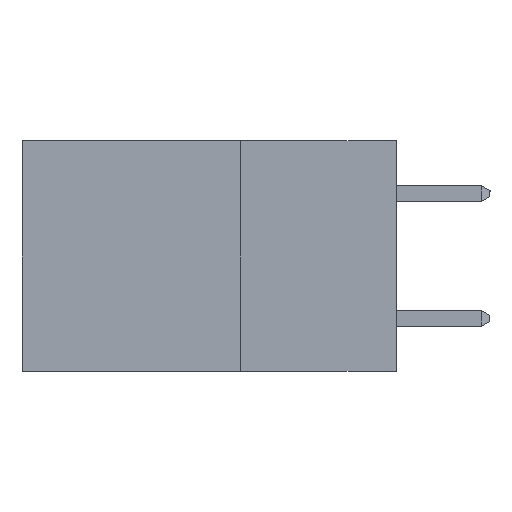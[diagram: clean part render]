
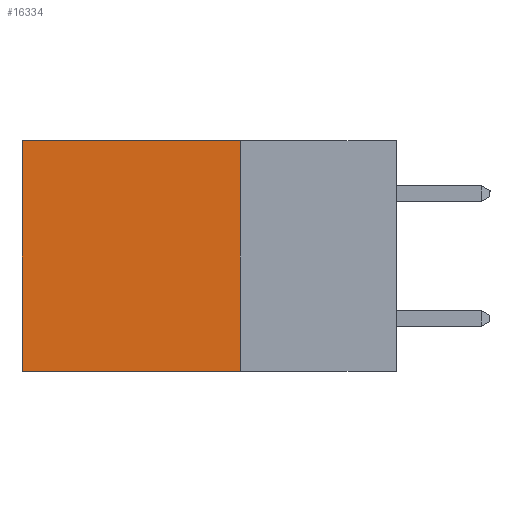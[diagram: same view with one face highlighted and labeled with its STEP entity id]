
A CAD part, left-side view. The second image highlights one B-rep face of the part: STEP entity #16334.
In plain terms, the highlighted planar face has unit normal (-1, 0, 0).
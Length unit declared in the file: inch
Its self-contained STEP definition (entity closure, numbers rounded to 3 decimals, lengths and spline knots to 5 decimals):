
#42 = DIRECTION ( 'NONE',  ( 0., 0., -1. ) ) ;
#125 = DIRECTION ( 'NONE',  ( 0., 1., 0. ) ) ;
#391 = DIRECTION ( 'NONE',  ( 1., 0., 0. ) ) ;
#756 = DIRECTION ( 'NONE',  ( 0., 0., -1. ) ) ;
#868 = EDGE_LOOP ( 'NONE', ( #4974, #1013, #10705, #8776 ) ) ;
#957 = VECTOR ( 'NONE', #16862, 39.37008 ) ;
#1013 = ORIENTED_EDGE ( 'NONE', *, *, #12141, .F. ) ;
#1239 = VECTOR ( 'NONE', #12649, 39.37008 ) ;
#2831 = CARTESIAN_POINT ( 'NONE',  ( 0.2615, 0.6, -0.37 ) ) ;
#2956 = PLANE ( 'NONE',  #12853 ) ;
#2965 = EDGE_CURVE ( 'NONE', #16160, #14908, #13590, .T. ) ;
#3044 = CARTESIAN_POINT ( 'NONE',  ( 0.2615, 0.25, -0.37 ) ) ;
#3240 = LINE ( 'NONE', #8714, #10121 ) ;
#4974 = ORIENTED_EDGE ( 'NONE', *, *, #10913, .T. ) ;
#6175 = LINE ( 'NONE', #16666, #1239 ) ;
#7395 = CARTESIAN_POINT ( 'NONE',  ( 0.2615, 0.25, -0.37 ) ) ;
#8014 = CARTESIAN_POINT ( 'NONE',  ( 0.2615, 0.25, 0. ) ) ;
#8292 = EDGE_CURVE ( 'NONE', #16160, #14054, #3240, .T. ) ;
#8714 = CARTESIAN_POINT ( 'NONE',  ( 0.2615, 0.25, -0.37 ) ) ;
#8776 = ORIENTED_EDGE ( 'NONE', *, *, #2965, .T. ) ;
#9425 = CARTESIAN_POINT ( 'NONE',  ( 0.2615, 0.6, 0. ) ) ;
#10121 = VECTOR ( 'NONE', #756, 39.37008 ) ;
#10397 = VECTOR ( 'NONE', #125, 39.37008 ) ;
#10705 = ORIENTED_EDGE ( 'NONE', *, *, #8292, .F. ) ;
#10913 = EDGE_CURVE ( 'NONE', #14908, #12818, #6175, .T. ) ;
#11419 = LINE ( 'NONE', #15620, #957 ) ;
#12141 = EDGE_CURVE ( 'NONE', #14054, #12818, #11419, .T. ) ;
#12649 = DIRECTION ( 'NONE',  ( 0., 0., -1. ) ) ;
#12818 = VERTEX_POINT ( 'NONE', #2831 ) ;
#12853 = AXIS2_PLACEMENT_3D ( 'NONE', #3044, #391, #42 ) ;
#13440 = FACE_OUTER_BOUND ( 'NONE', #868, .T. ) ;
#13590 = LINE ( 'NONE', #8014, #10397 ) ;
#14054 = VERTEX_POINT ( 'NONE', #7395 ) ;
#14339 = CARTESIAN_POINT ( 'NONE',  ( 0.2615, 0.25, 0. ) ) ;
#14908 = VERTEX_POINT ( 'NONE', #9425 ) ;
#15620 = CARTESIAN_POINT ( 'NONE',  ( 0.2615, 0.25, -0.37 ) ) ;
#16160 = VERTEX_POINT ( 'NONE', #14339 ) ;
#16334 = ADVANCED_FACE ( 'NONE', ( #13440 ), #2956, .F. ) ;
#16666 = CARTESIAN_POINT ( 'NONE',  ( 0.2615, 0.6, -0.37 ) ) ;
#16862 = DIRECTION ( 'NONE',  ( 0., 1., 0. ) ) ;
